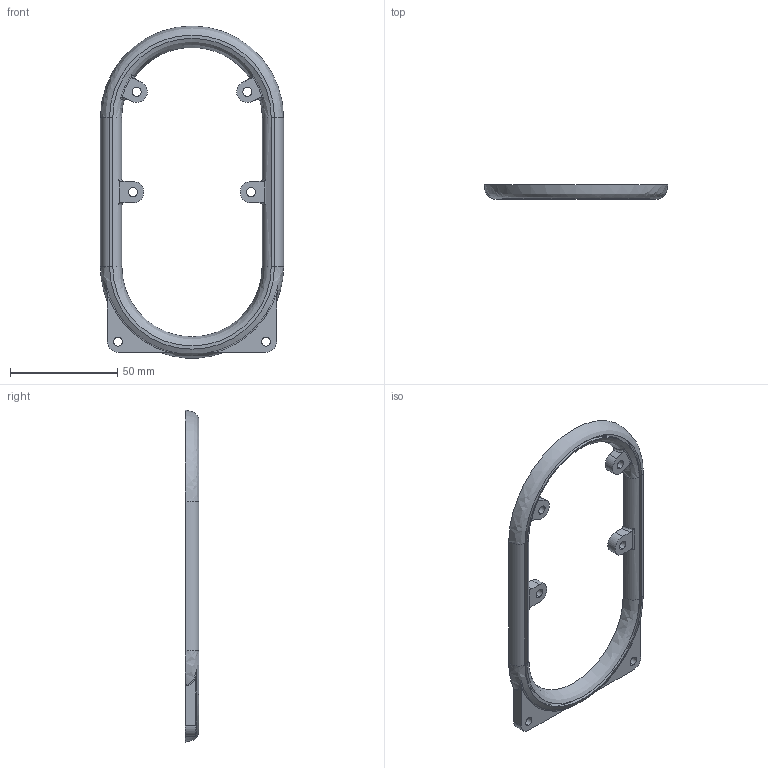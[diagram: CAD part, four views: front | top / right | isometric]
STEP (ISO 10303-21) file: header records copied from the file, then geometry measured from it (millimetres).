
FILE_DESCRIPTION (( 'STEP AP214' ), '1' );
FILE_NAME ('brush_retention.STEP', '2018-06-20T22:49:06', ( '' ), ( '' ), 'SwSTEP 2.0', 'SolidWorks 2016', '' );
FILE_SCHEMA (( 'AUTOMOTIVE_DESIGN' ));
Length unit declared in the file: millimetre
Products named in the file (1): brush_retention
Bounding box: 85.5 x 6.48 x 154.96 mm (x, y, z)
Volume: 17673.4 mm3; surface area: 18203.9 mm2
Topology: 1 solids, 1 shells, 100 faces, 260 edges, 160 vertices
Faces by surface type: plane 42, cylinder 34, bspline 24
Entity records: 4384 total; most frequent: CARTESIAN_POINT 2075, ORIENTED_EDGE 520, DIRECTION 410, EDGE_CURVE 260, VERTEX_POINT 160, AXIS2_PLACEMENT_3D 149, LINE 112, VECTOR 112
